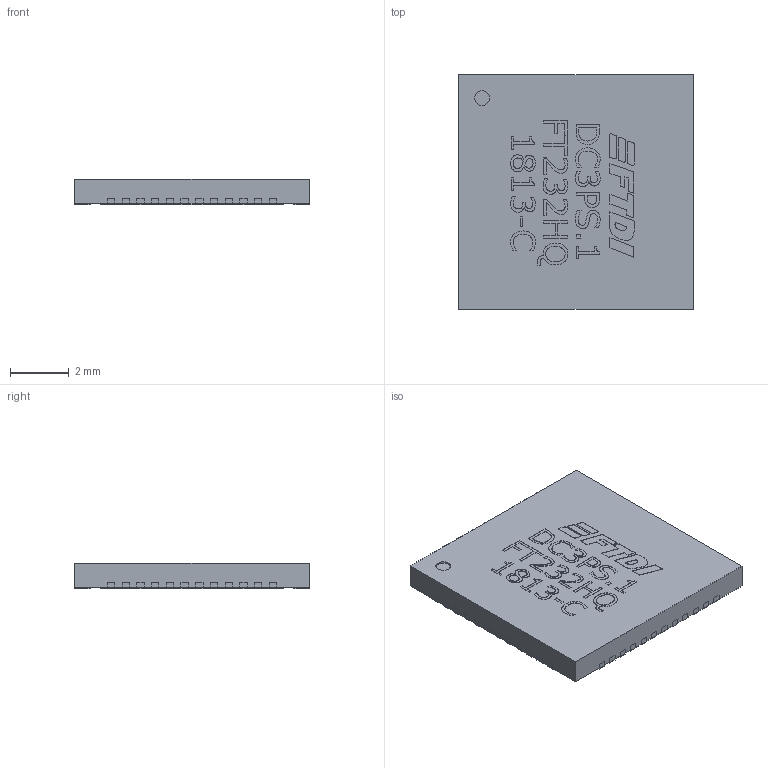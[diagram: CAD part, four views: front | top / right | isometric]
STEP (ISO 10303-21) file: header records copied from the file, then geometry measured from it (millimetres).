
FILE_DESCRIPTION (( 'STEP AP214' ), '1' );
FILE_NAME ('8C5B7848-E8F4-48C6-A4B8-BE3A08C338CA.STEP', '2022-12-09T05:48:33', ( '' ), ( '' ), 'SwSTEP 2.0', 'SolidWorks 2022', '' );
FILE_SCHEMA (( 'AUTOMOTIVE_DESIGN' ));
Length unit declared in the file: millimetre
Products named in the file (1): 8C5B7848-E8F4-48C6-A4B8-BE3A08C338CA
Bounding box: 8 x 8 x 0.85 mm (x, y, z)
Surface area: 264.5 mm2
Topology: 50 solids, 50 shells, 787 faces, 1959 edges, 1306 vertices
Faces by surface type: plane 506, bspline 171, cylinder 110
Entity records: 34826 total; most frequent: CARTESIAN_POINT 12132, ORIENTED_EDGE 3918, DIRECTION 3071, EDGE_CURVE 1959, LINE 1397, VECTOR 1397, VERTEX_POINT 1306, AXIS2_PLACEMENT_3D 837
